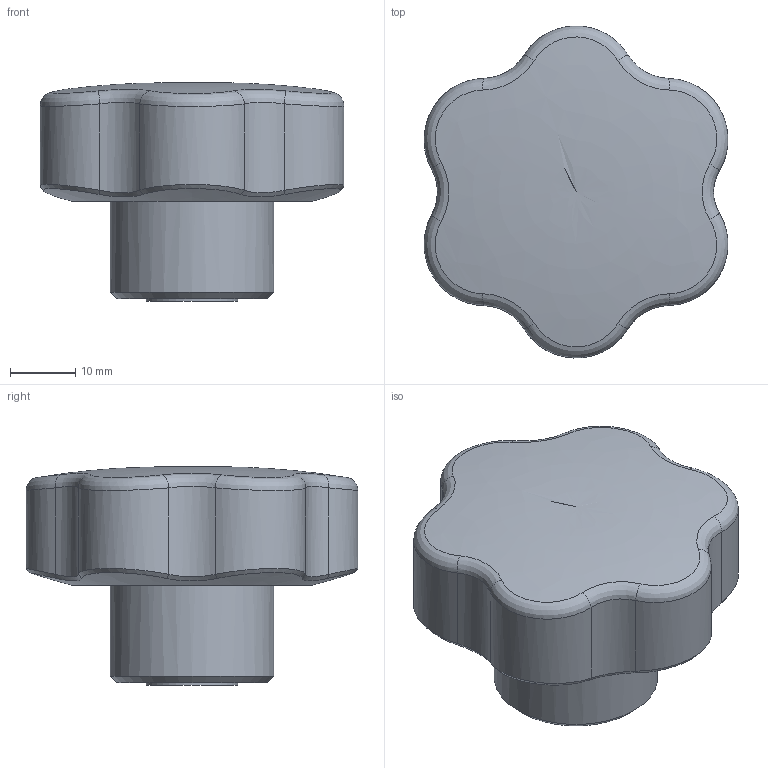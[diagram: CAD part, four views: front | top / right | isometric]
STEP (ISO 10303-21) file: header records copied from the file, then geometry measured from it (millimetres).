
FILE_DESCRIPTION( ( 'Unknown' ), '1' );
FILE_NAME( '6115045_VM50_M12_nero.stp', 'Unknown', ( 'Unknown' ), ( 'Unknown' ), 'PSStep 11.0', 'Unknown', ' ' );
FILE_SCHEMA( ( 'AUTOMOTIVE_DESIGN { 1 0 10303 214 1 1 1 1 }' ) );
Length unit declared in the file: millimetre
Products named in the file (1): 6115045
Bounding box: 46.4 x 50.68 x 33.36 mm (x, y, z)
Volume: 29620 mm3; surface area: 10683.6 mm2
Topology: 1 solids, 2 shells, 75 faces, 188 edges, 115 vertices
Faces by surface type: bspline 26, plane 26, cylinder 17, cone 3, sphere 2, torus 1
Full cylindrical faces by diameter (mm): 10.106 x1, 14 x2, 25 x1, 35.5 x1
Entity records: 7175 total; most frequent: CARTESIAN_POINT 5053, ORIENTED_EDGE 334, DIRECTION 254, EDGE_CURVE 167, VERTEX_POINT 109, AXIS2_PLACEMENT_3D 97, EDGE_LOOP 86, FACE_OUTER_BOUND 82
